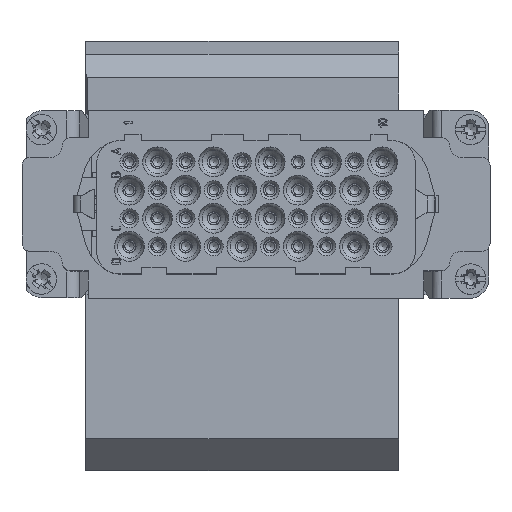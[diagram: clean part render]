
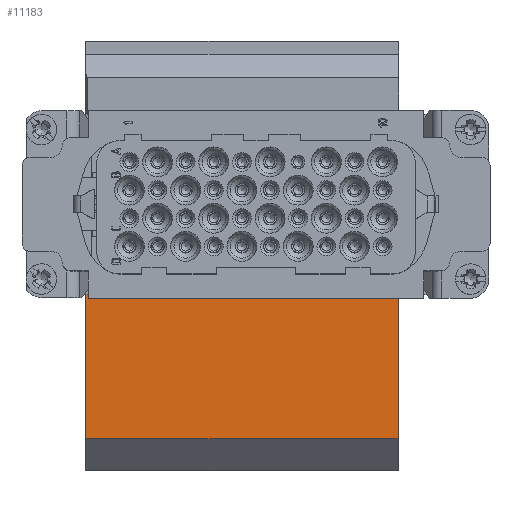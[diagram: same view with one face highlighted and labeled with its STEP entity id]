
A CAD part, top view. The second image highlights one B-rep face of the part: STEP entity #11183.
In plain terms, the highlighted planar face has unit normal (0, 0, 1).
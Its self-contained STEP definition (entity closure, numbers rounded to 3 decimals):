
#8935=PLANE('',#53107);
#11183=ADVANCED_FACE('',(#13496),#8935,.T.);
#13496=FACE_OUTER_BOUND('',#16104,.T.);
#16104=EDGE_LOOP('',(#24306,#24307,#24308,#24309,#24310,#24311,#24312,#24313,
#24314));
#17171=ELLIPSE('',#51141,1.,1.);
#24306=ORIENTED_EDGE('',*,*,#36915,.T.);
#24307=ORIENTED_EDGE('',*,*,#36916,.F.);
#24308=ORIENTED_EDGE('',*,*,#36911,.T.);
#24309=ORIENTED_EDGE('',*,*,#36917,.F.);
#24310=ORIENTED_EDGE('',*,*,#36918,.T.);
#24311=ORIENTED_EDGE('',*,*,#32781,.T.);
#24312=ORIENTED_EDGE('',*,*,#36919,.T.);
#24313=ORIENTED_EDGE('',*,*,#36920,.T.);
#24314=ORIENTED_EDGE('',*,*,#36921,.F.);
#28755=VERTEX_POINT('',#65343);
#28757=VERTEX_POINT('',#65346);
#31818=VERTEX_POINT('',#79044);
#31819=VERTEX_POINT('',#79045);
#31821=VERTEX_POINT('',#79052);
#31822=VERTEX_POINT('',#79053);
#31823=VERTEX_POINT('',#79056);
#31824=VERTEX_POINT('',#79059);
#31825=VERTEX_POINT('',#79061);
#32781=EDGE_CURVE('',#28757,#28755,#17171,.T.);
#36911=EDGE_CURVE('',#31818,#31819,#43998,.T.);
#36915=EDGE_CURVE('',#31821,#31822,#44002,.T.);
#36916=EDGE_CURVE('',#31818,#31822,#44003,.T.);
#36917=EDGE_CURVE('',#31823,#31819,#44004,.T.);
#36918=EDGE_CURVE('',#31823,#28757,#44005,.T.);
#36919=EDGE_CURVE('',#28755,#31824,#44006,.T.);
#36920=EDGE_CURVE('',#31824,#31825,#44007,.T.);
#36921=EDGE_CURVE('',#31821,#31825,#44008,.T.);
#43998=LINE('',#79043,#48156);
#44002=LINE('',#79051,#48160);
#44003=LINE('',#79054,#48161);
#44004=LINE('',#79055,#48162);
#44005=LINE('',#79057,#48163);
#44006=LINE('',#79058,#48164);
#44007=LINE('',#79060,#48165);
#44008=LINE('',#79062,#48166);
#48156=VECTOR('',#60933,1.);
#48160=VECTOR('',#60939,1.);
#48161=VECTOR('',#60940,1.);
#48162=VECTOR('',#60941,1.);
#48163=VECTOR('',#60942,1.);
#48164=VECTOR('',#60943,1.);
#48165=VECTOR('',#60944,1.);
#48166=VECTOR('',#60945,1.);
#51141=AXIS2_PLACEMENT_3D('',#65345,#54313,#54314);
#53107=AXIS2_PLACEMENT_3D('',#79063,#60946,#60947);
#54313=DIRECTION('',(0.,0.,-1.));
#54314=DIRECTION('',(0.,1.,0.));
#60933=DIRECTION('',(-1.,0.,0.));
#60939=DIRECTION('',(1.,0.,0.));
#60940=DIRECTION('',(0.,-1.,0.));
#60941=DIRECTION('',(0.,1.,0.));
#60942=DIRECTION('',(-1.,0.,0.));
#60943=DIRECTION('',(0.,1.,0.));
#60944=DIRECTION('',(-1.,0.,0.));
#60945=DIRECTION('',(0.,1.,0.));
#60946=DIRECTION('',(0.,0.,1.));
#60947=DIRECTION('',(0.,1.,0.));
#65343=CARTESIAN_POINT('',(-26.26,-14.793,-37.2));
#65345=CARTESIAN_POINT('',(-25.26,-14.793,-37.2));
#65346=CARTESIAN_POINT('',(-25.26,-15.793,-37.2));
#79043=CARTESIAN_POINT('',(0.34,-15.75,-37.2));
#79044=CARTESIAN_POINT('',(25.74,-15.75,-37.2));
#79045=CARTESIAN_POINT('',(-25.06,-15.75,-37.2));
#79051=CARTESIAN_POINT('',(0.34,-42.307,-37.2));
#79052=CARTESIAN_POINT('',(-30.76,-42.307,-37.2));
#79053=CARTESIAN_POINT('',(25.74,-42.307,-37.2));
#79054=CARTESIAN_POINT('',(25.74,-16.75,-37.2));
#79055=CARTESIAN_POINT('',(-25.06,-41.892,-37.2));
#79056=CARTESIAN_POINT('',(-25.06,-15.793,-37.2));
#79057=CARTESIAN_POINT('',(-25.06,-15.793,-37.2));
#79058=CARTESIAN_POINT('',(-26.26,-41.892,-37.2));
#79059=CARTESIAN_POINT('',(-26.26,-10.843,-37.2));
#79060=CARTESIAN_POINT('',(-30.76,-10.843,-37.2));
#79061=CARTESIAN_POINT('',(-30.76,-10.843,-37.2));
#79062=CARTESIAN_POINT('',(-30.76,-41.892,-37.2));
#79063=CARTESIAN_POINT('',(0.34,-41.892,-37.2));
